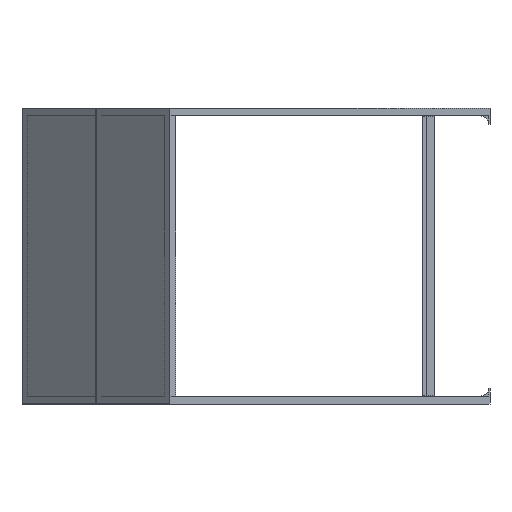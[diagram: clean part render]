
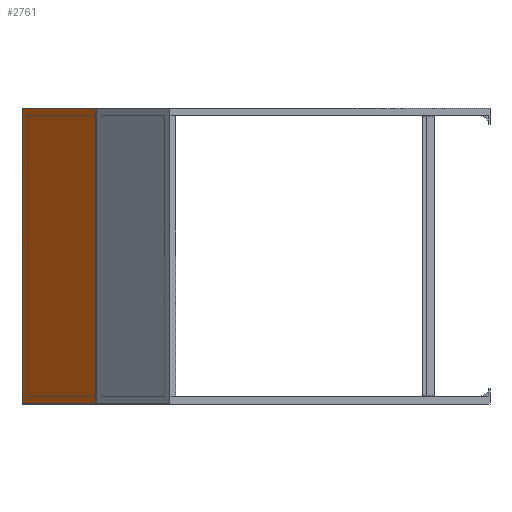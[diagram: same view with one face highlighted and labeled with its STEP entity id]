
A CAD part, left-side view. The second image highlights one B-rep face of the part: STEP entity #2761.
In plain terms, the highlighted planar face has unit normal (-0.707, 0.707, 0).
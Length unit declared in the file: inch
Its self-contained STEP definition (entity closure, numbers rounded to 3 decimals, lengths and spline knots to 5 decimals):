
#229 = VERTEX_POINT ( 'NONE', #2938 ) ;
#416 = LINE ( 'NONE', #3294, #5691 ) ;
#459 = FACE_OUTER_BOUND ( 'NONE', #5754, .T. ) ;
#622 = CARTESIAN_POINT ( 'NONE',  ( -0.17678, 117., 36.875 ) ) ;
#648 = LINE ( 'NONE', #2500, #1028 ) ;
#1028 = VECTOR ( 'NONE', #2410, 39.37008 ) ;
#1141 = VERTEX_POINT ( 'NONE', #5173 ) ;
#1744 = DIRECTION ( 'NONE',  ( 0., 0., -1. ) ) ;
#1862 = AXIS2_PLACEMENT_3D ( 'NONE', #4190, #4161, #6022 ) ;
#1967 = LINE ( 'NONE', #3814, #5274 ) ;
#2044 = EDGE_CURVE ( 'NONE', #5685, #4744, #648, .T. ) ;
#2315 = PLANE ( 'NONE',  #1862 ) ;
#2410 = DIRECTION ( 'NONE',  ( 0., 0., 1. ) ) ;
#2421 = VECTOR ( 'NONE', #1744, 39.37008 ) ;
#2500 = CARTESIAN_POINT ( 'NONE',  ( -0.17678, 117., 36.875 ) ) ;
#2734 = CARTESIAN_POINT ( 'NONE',  ( -0.17678, 117., -36.875 ) ) ;
#2761 = ADVANCED_FACE ( 'NONE', ( #459 ), #2315, .T. ) ;
#2831 = ORIENTED_EDGE ( 'NONE', *, *, #5760, .F. ) ;
#2938 = CARTESIAN_POINT ( 'NONE',  ( -18.5, 98.67678, -36.875 ) ) ;
#3181 = DIRECTION ( 'NONE',  ( -0.707, -0.707, 0. ) ) ;
#3294 = CARTESIAN_POINT ( 'NONE',  ( -0.17678, 117., 36.875 ) ) ;
#3323 = DIRECTION ( 'NONE',  ( 0.707, 0.707, 0. ) ) ;
#3352 = ORIENTED_EDGE ( 'NONE', *, *, #4507, .F. ) ;
#3814 = CARTESIAN_POINT ( 'NONE',  ( -0.17678, 117., -36.875 ) ) ;
#4161 = DIRECTION ( 'NONE',  ( -0.707, 0.707, 0. ) ) ;
#4190 = CARTESIAN_POINT ( 'NONE',  ( -58.58839, 58.58839, 0. ) ) ;
#4501 = LINE ( 'NONE', #5900, #2421 ) ;
#4507 = EDGE_CURVE ( 'NONE', #4744, #1141, #416, .T. ) ;
#4744 = VERTEX_POINT ( 'NONE', #622 ) ;
#4951 = ORIENTED_EDGE ( 'NONE', *, *, #2044, .F. ) ;
#5173 = CARTESIAN_POINT ( 'NONE',  ( -18.5, 98.67678, 36.875 ) ) ;
#5223 = EDGE_CURVE ( 'NONE', #1141, #229, #4501, .T. ) ;
#5274 = VECTOR ( 'NONE', #3323, 39.37008 ) ;
#5654 = ORIENTED_EDGE ( 'NONE', *, *, #5223, .F. ) ;
#5685 = VERTEX_POINT ( 'NONE', #2734 ) ;
#5691 = VECTOR ( 'NONE', #3181, 39.37008 ) ;
#5754 = EDGE_LOOP ( 'NONE', ( #3352, #4951, #2831, #5654 ) ) ;
#5760 = EDGE_CURVE ( 'NONE', #229, #5685, #1967, .T. ) ;
#5900 = CARTESIAN_POINT ( 'NONE',  ( -18.5, 98.67678, 36.875 ) ) ;
#6022 = DIRECTION ( 'NONE',  ( 0.707, 0.707, 0. ) ) ;
